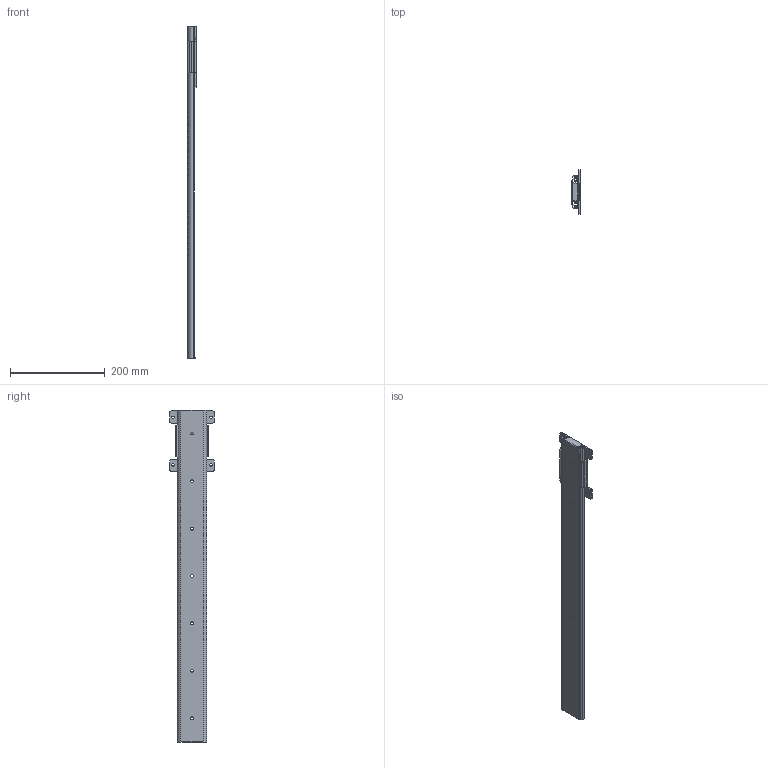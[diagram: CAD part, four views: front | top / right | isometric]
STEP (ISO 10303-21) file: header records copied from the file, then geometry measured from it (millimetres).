
FILE_DESCRIPTION (( 'STEP AP203' ), '1' );
FILE_NAME ('6315-700.STEP', '2020-06-19T04:55:07', ( '' ), ( '' ), 'SwSTEP 2.0', 'SolidWorks 2019', '' );
FILE_SCHEMA (( 'CONFIG_CONTROL_DESIGN' ));
Length unit declared in the file: millimetre
Products named in the file (4): 6315-700; IMプレート; OM 6315-700; IM6315
Assembly tree (3 placements, depth 2):
  6315-700
    OM 6315-700
    IM6315
    IMプレート
Bounding box: 18 x 94 x 700 mm (x, y, z)
Volume: 162762.4 mm3; surface area: 157730.6 mm2
Topology: 3 solids, 3 shells, 182 faces, 504 edges, 332 vertices
Faces by surface type: cylinder 90, plane 88, torus 4
Entity records: 6466 total; most frequent: CARTESIAN_POINT 1224, DIRECTION 1036, ORIENTED_EDGE 1008, EDGE_CURVE 504, AXIS2_PLACEMENT_3D 368, VERTEX_POINT 332, LINE 300, VECTOR 300
